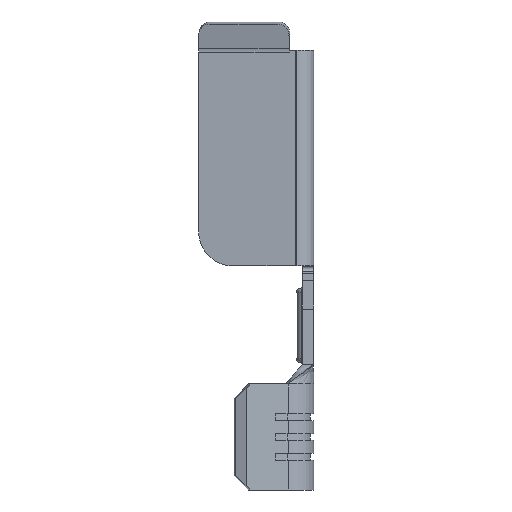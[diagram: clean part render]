
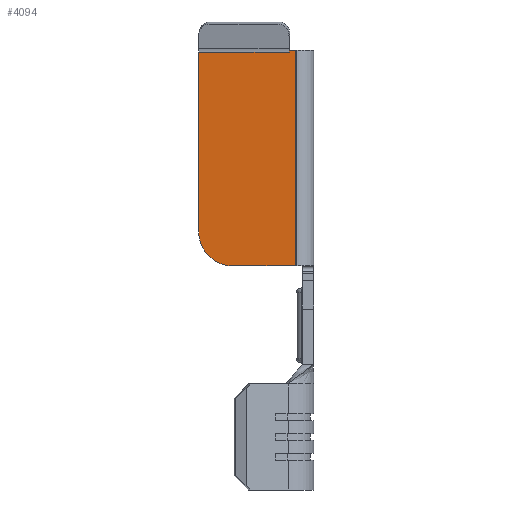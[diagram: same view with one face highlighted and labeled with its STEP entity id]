
A CAD part, left-side view. The second image highlights one B-rep face of the part: STEP entity #4094.
In plain terms, the highlighted planar face has unit normal (-0.998, 0.07, 0).
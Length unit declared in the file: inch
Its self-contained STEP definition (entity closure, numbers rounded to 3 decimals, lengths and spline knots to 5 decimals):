
#94 = EDGE_LOOP ( 'NONE', ( #4640, #4586, #1094, #5600, #3853, #3535, #5193 ) ) ;
#166 = VERTEX_POINT ( 'NONE', #5430 ) ;
#492 = VECTOR ( 'NONE', #3911, 39.37008 ) ;
#565 = CIRCLE ( 'NONE', #1669, 0.06 ) ;
#677 = CARTESIAN_POINT ( 'NONE',  ( -0.04895, 0.2025, 0.38 ) ) ;
#838 = CARTESIAN_POINT ( 'NONE',  ( -0.06017, 0.04289, 0.37703 ) ) ;
#925 = CARTESIAN_POINT ( 'NONE',  ( -0.06017, 0.04289, 0.38 ) ) ;
#1094 = ORIENTED_EDGE ( 'NONE', *, *, #3598, .T. ) ;
#1149 = VERTEX_POINT ( 'NONE', #2982 ) ;
#1177 = DIRECTION ( 'NONE',  ( 0.07, 0.998, 0. ) ) ;
#1197 = CARTESIAN_POINT ( 'NONE',  ( -0.05316, 0.14265, 0.06 ) ) ;
#1669 = AXIS2_PLACEMENT_3D ( 'NONE', #1197, #4409, #1670 ) ;
#1670 = DIRECTION ( 'NONE',  ( 0.07, 0.998, 0. ) ) ;
#1727 = VECTOR ( 'NONE', #3961, 39.37008 ) ;
#1806 = LINE ( 'NONE', #3491, #492 ) ;
#2165 = CARTESIAN_POINT ( 'NONE',  ( -0.04895, 0.2025, 0.37703 ) ) ;
#2269 = DIRECTION ( 'NONE',  ( 0., 0., -1. ) ) ;
#2319 = FACE_OUTER_BOUND ( 'NONE', #94, .T. ) ;
#2582 = EDGE_CURVE ( 'NONE', #166, #3888, #4560, .T. ) ;
#2646 = VERTEX_POINT ( 'NONE', #838 ) ;
#2730 = EDGE_CURVE ( 'NONE', #1149, #2646, #3013, .T. ) ;
#2801 = AXIS2_PLACEMENT_3D ( 'NONE', #677, #3947, #1177 ) ;
#2887 = DIRECTION ( 'NONE',  ( 0., 0., -1. ) ) ;
#2953 = EDGE_CURVE ( 'NONE', #1149, #3845, #1806, .T. ) ;
#2956 = CARTESIAN_POINT ( 'NONE',  ( -0.04895, 0.2025, 0.06 ) ) ;
#2982 = CARTESIAN_POINT ( 'NONE',  ( -0.06017, 0.04289, 0.38 ) ) ;
#3013 = LINE ( 'NONE', #925, #4953 ) ;
#3153 = LINE ( 'NONE', #3536, #4149 ) ;
#3378 = VERTEX_POINT ( 'NONE', #4619 ) ;
#3491 = CARTESIAN_POINT ( 'NONE',  ( -0.04895, 0.2025, 0.38 ) ) ;
#3535 = ORIENTED_EDGE ( 'NONE', *, *, #2730, .T. ) ;
#3536 = CARTESIAN_POINT ( 'NONE',  ( -0.04895, 0.2025, 0. ) ) ;
#3557 = DIRECTION ( 'NONE',  ( 0.07, 0.998, 0. ) ) ;
#3588 = EDGE_CURVE ( 'NONE', #3888, #4312, #565, .T. ) ;
#3598 = EDGE_CURVE ( 'NONE', #4312, #3378, #3153, .T. ) ;
#3608 = EDGE_CURVE ( 'NONE', #3845, #3378, #5149, .T. ) ;
#3642 = EDGE_CURVE ( 'NONE', #2646, #166, #4282, .T. ) ;
#3845 = VERTEX_POINT ( 'NONE', #4988 ) ;
#3853 = ORIENTED_EDGE ( 'NONE', *, *, #2953, .F. ) ;
#3888 = VERTEX_POINT ( 'NONE', #2956 ) ;
#3911 = DIRECTION ( 'NONE',  ( -0.07, -0.998, 0. ) ) ;
#3947 = DIRECTION ( 'NONE',  ( 0.998, -0.07, 0. ) ) ;
#3961 = DIRECTION ( 'NONE',  ( 0., 0., -1. ) ) ;
#4094 = ADVANCED_FACE ( 'NONE', ( #2319 ), #5429, .F. ) ;
#4149 = VECTOR ( 'NONE', #5110, 39.37008 ) ;
#4282 = LINE ( 'NONE', #2165, #5045 ) ;
#4312 = VERTEX_POINT ( 'NONE', #5261 ) ;
#4409 = DIRECTION ( 'NONE',  ( -0.998, 0.07, 0. ) ) ;
#4506 = CARTESIAN_POINT ( 'NONE',  ( -0.04895, 0.2025, 0.38 ) ) ;
#4560 = LINE ( 'NONE', #4506, #5349 ) ;
#4586 = ORIENTED_EDGE ( 'NONE', *, *, #3588, .T. ) ;
#4619 = CARTESIAN_POINT ( 'NONE',  ( -0.06093, 0.0321, 0. ) ) ;
#4640 = ORIENTED_EDGE ( 'NONE', *, *, #2582, .T. ) ;
#4794 = CARTESIAN_POINT ( 'NONE',  ( -0.06093, 0.0321, 0.38 ) ) ;
#4953 = VECTOR ( 'NONE', #2887, 39.37008 ) ;
#4988 = CARTESIAN_POINT ( 'NONE',  ( -0.06093, 0.0321, 0.38 ) ) ;
#5045 = VECTOR ( 'NONE', #3557, 39.37008 ) ;
#5110 = DIRECTION ( 'NONE',  ( -0.07, -0.998, 0. ) ) ;
#5149 = LINE ( 'NONE', #4794, #1727 ) ;
#5193 = ORIENTED_EDGE ( 'NONE', *, *, #3642, .T. ) ;
#5261 = CARTESIAN_POINT ( 'NONE',  ( -0.05316, 0.14265, 0. ) ) ;
#5349 = VECTOR ( 'NONE', #2269, 39.37008 ) ;
#5429 = PLANE ( 'NONE',  #2801 ) ;
#5430 = CARTESIAN_POINT ( 'NONE',  ( -0.04895, 0.2025, 0.37703 ) ) ;
#5600 = ORIENTED_EDGE ( 'NONE', *, *, #3608, .F. ) ;
